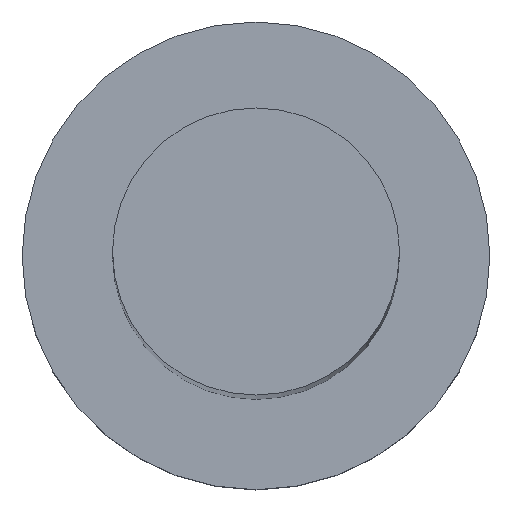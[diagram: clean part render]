
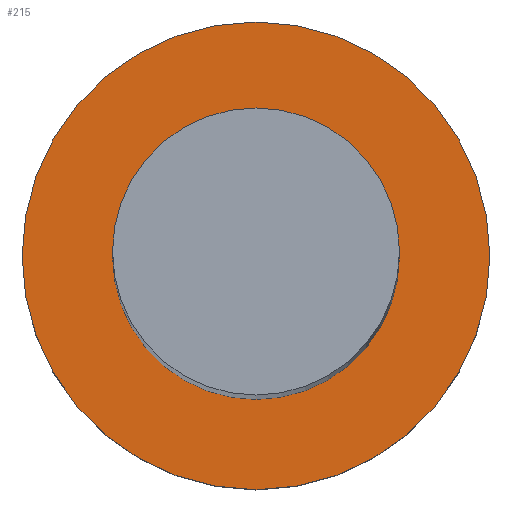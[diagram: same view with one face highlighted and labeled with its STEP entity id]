
A CAD part, top view. The second image highlights one B-rep face of the part: STEP entity #215.
In plain terms, the highlighted planar face has unit normal (0, 0, 1).
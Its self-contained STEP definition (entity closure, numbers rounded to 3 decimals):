
#6 = EDGE_LOOP ( 'NONE', ( #7, #202 ) ) ;
#7 = ORIENTED_EDGE ( 'NONE', *, *, #84, .T. ) ;
#10 = CIRCLE ( 'NONE', #35, 6.75 ) ;
#22 = DIRECTION ( 'NONE',  ( 1., 0., 0. ) ) ;
#29 = VERTEX_POINT ( 'NONE', #168 ) ;
#35 = AXIS2_PLACEMENT_3D ( 'NONE', #114, #116, #111 ) ;
#44 = CIRCLE ( 'NONE', #171, 11. ) ;
#48 = VERTEX_POINT ( 'NONE', #225 ) ;
#50 = AXIS2_PLACEMENT_3D ( 'NONE', #179, #77, #22 ) ;
#56 = DIRECTION ( 'NONE',  ( 1., 0., 0. ) ) ;
#60 = EDGE_CURVE ( 'NONE', #204, #29, #10, .T. ) ;
#66 = ORIENTED_EDGE ( 'NONE', *, *, #60, .F. ) ;
#77 = DIRECTION ( 'NONE',  ( 0., 0., 1. ) ) ;
#80 = DIRECTION ( 'NONE',  ( 1., 0., 0. ) ) ;
#84 = EDGE_CURVE ( 'NONE', #148, #48, #44, .T. ) ;
#102 = PLANE ( 'NONE',  #50 ) ;
#111 = DIRECTION ( 'NONE',  ( 1., 0., 0. ) ) ;
#114 = CARTESIAN_POINT ( 'NONE',  ( 0., 0., 7. ) ) ;
#116 = DIRECTION ( 'NONE',  ( 0., 0., 1. ) ) ;
#121 = CIRCLE ( 'NONE', #185, 6.75 ) ;
#124 = CARTESIAN_POINT ( 'NONE',  ( 6.75, 0., 7. ) ) ;
#129 = CARTESIAN_POINT ( 'NONE',  ( 0., 0., 7. ) ) ;
#148 = VERTEX_POINT ( 'NONE', #214 ) ;
#159 = DIRECTION ( 'NONE',  ( 0., 0., 1. ) ) ;
#161 = DIRECTION ( 'NONE',  ( 1., 0., 0. ) ) ;
#168 = CARTESIAN_POINT ( 'NONE',  ( -6.75, 0., 7. ) ) ;
#171 = AXIS2_PLACEMENT_3D ( 'NONE', #211, #189, #56 ) ;
#179 = CARTESIAN_POINT ( 'NONE',  ( 0., 0., 7. ) ) ;
#185 = AXIS2_PLACEMENT_3D ( 'NONE', #129, #216, #80 ) ;
#189 = DIRECTION ( 'NONE',  ( 0., 0., 1. ) ) ;
#190 = EDGE_CURVE ( 'NONE', #29, #204, #121, .T. ) ;
#196 = FACE_OUTER_BOUND ( 'NONE', #6, .T. ) ;
#202 = ORIENTED_EDGE ( 'NONE', *, *, #240, .T. ) ;
#204 = VERTEX_POINT ( 'NONE', #124 ) ;
#211 = CARTESIAN_POINT ( 'NONE',  ( 0., 0., 7. ) ) ;
#214 = CARTESIAN_POINT ( 'NONE',  ( -11., 0., 7. ) ) ;
#215 = ADVANCED_FACE ( 'NONE', ( #236, #196 ), #102, .T. ) ;
#216 = DIRECTION ( 'NONE',  ( 0., 0., 1. ) ) ;
#220 = AXIS2_PLACEMENT_3D ( 'NONE', #233, #159, #161 ) ;
#221 = EDGE_LOOP ( 'NONE', ( #244, #66 ) ) ;
#225 = CARTESIAN_POINT ( 'NONE',  ( 11., 0., 7. ) ) ;
#233 = CARTESIAN_POINT ( 'NONE',  ( 0., 0., 7. ) ) ;
#236 = FACE_BOUND ( 'NONE', #221, .T. ) ;
#238 = CIRCLE ( 'NONE', #220, 11. ) ;
#240 = EDGE_CURVE ( 'NONE', #48, #148, #238, .T. ) ;
#244 = ORIENTED_EDGE ( 'NONE', *, *, #190, .F. ) ;
